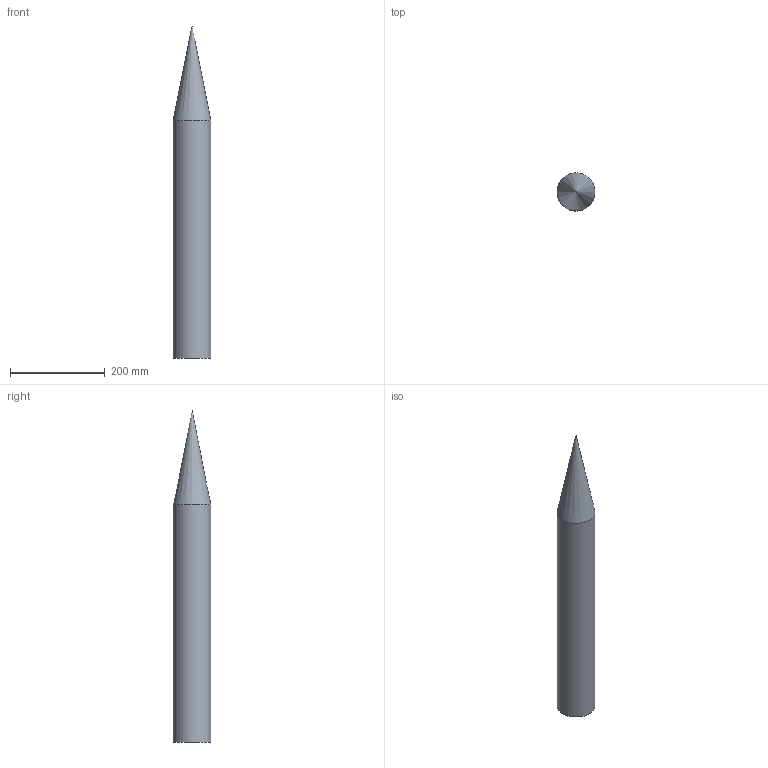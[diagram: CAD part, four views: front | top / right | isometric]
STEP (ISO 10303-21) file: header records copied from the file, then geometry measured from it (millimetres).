
FILE_DESCRIPTION(/* description */ ('STEP AP214'),/* implementation_level */ '2;1');
FILE_NAME(/* name */ '6715c7de26ea7e4733dd1a09',/* time_stamp */ '2024-10-21T03:17:51Z',/* author */ (''),/* organization */ (''),/* preprocessor_version */ 'ST-DEVELOPER v20',/* originating_system */ ' ',/* authorisation */ ' ');
FILE_SCHEMA (('AUTOMOTIVE_DESIGN {1 0 10303 214 3 1 1}'));
Length unit declared in the file: metre
Products named in the file (1): Rocket Body
Bounding box: 80 x 80 x 700 mm (x, y, z)
Volume: 2848377.3 mm3; surface area: 156320.7 mm2
Topology: 1 solids, 1 shells, 3 faces, 6 edges, 4 vertices
Faces by surface type: plane 1, cone 1, cylinder 1
Full cylindrical faces by diameter (mm): 80 x1
Entity records: 88 total; most frequent: DIRECTION 12, CARTESIAN_POINT 9, AXIS2_PLACEMENT_3D 6, FACE_BOUND 5, ORIENTED_EDGE 4, EDGE_LOOP 4, VERTEX_POINT 3, ADVANCED_FACE 3
